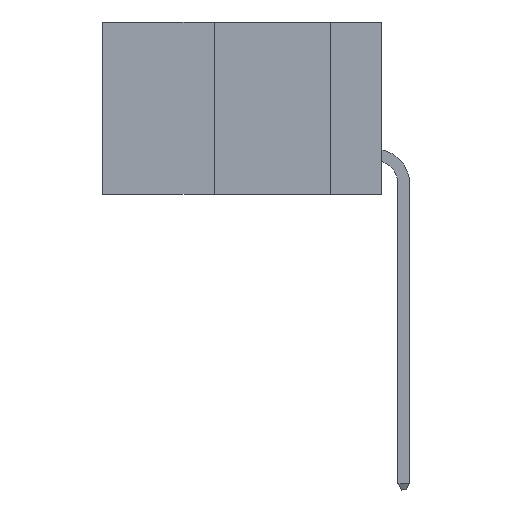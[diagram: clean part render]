
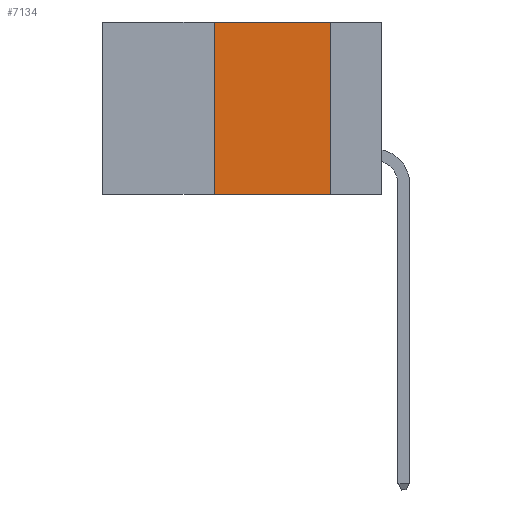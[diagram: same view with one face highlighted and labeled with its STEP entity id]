
A CAD part, left-side view. The second image highlights one B-rep face of the part: STEP entity #7134.
In plain terms, the highlighted planar face has unit normal (-1, 0, 0).
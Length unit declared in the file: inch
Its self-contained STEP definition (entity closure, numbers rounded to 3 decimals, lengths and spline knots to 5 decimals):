
#804 = EDGE_CURVE ( 'NONE', #29613, #33570, #14536, .T. ) ;
#2389 = ORIENTED_EDGE ( 'NONE', *, *, #5871, .T. ) ;
#3912 = CARTESIAN_POINT ( 'NONE',  ( 0., 0.36, 0. ) ) ;
#4860 = CARTESIAN_POINT ( 'NONE',  ( 0., 0.36, -0.37 ) ) ;
#5866 = CARTESIAN_POINT ( 'NONE',  ( 0., 0.6, 0. ) ) ;
#5871 = EDGE_CURVE ( 'NONE', #29613, #23569, #22019, .T. ) ;
#6179 = AXIS2_PLACEMENT_3D ( 'NONE', #5866, #8583, #15930 ) ;
#7134 = ADVANCED_FACE ( 'NONE', ( #30504 ), #16195, .F. ) ;
#7924 = DIRECTION ( 'NONE',  ( 0., -1., 0. ) ) ;
#8093 = ORIENTED_EDGE ( 'NONE', *, *, #804, .F. ) ;
#8583 = DIRECTION ( 'NONE',  ( 1., 0., 0. ) ) ;
#12227 = LINE ( 'NONE', #12950, #25642 ) ;
#12950 = CARTESIAN_POINT ( 'NONE',  ( 0., 0.6, 0. ) ) ;
#14536 = LINE ( 'NONE', #3912, #31962 ) ;
#15220 = CARTESIAN_POINT ( 'NONE',  ( 0., 0.11, -0.37 ) ) ;
#15930 = DIRECTION ( 'NONE',  ( 0., 0., -1. ) ) ;
#16195 = PLANE ( 'NONE',  #6179 ) ;
#16733 = EDGE_CURVE ( 'NONE', #33570, #18460, #12227, .T. ) ;
#16939 = DIRECTION ( 'NONE',  ( 0., 0., 1. ) ) ;
#17940 = CARTESIAN_POINT ( 'NONE',  ( 0., 0.36, 0. ) ) ;
#18460 = VERTEX_POINT ( 'NONE', #19472 ) ;
#18879 = VECTOR ( 'NONE', #20907, 39.37008 ) ;
#18905 = ORIENTED_EDGE ( 'NONE', *, *, #16733, .F. ) ;
#19472 = CARTESIAN_POINT ( 'NONE',  ( 0., 0.11, 0. ) ) ;
#20102 = ORIENTED_EDGE ( 'NONE', *, *, #29917, .F. ) ;
#20907 = DIRECTION ( 'NONE',  ( 0., 0., -1. ) ) ;
#22019 = LINE ( 'NONE', #29790, #23222 ) ;
#23222 = VECTOR ( 'NONE', #32398, 39.37008 ) ;
#23569 = VERTEX_POINT ( 'NONE', #15220 ) ;
#25169 = EDGE_LOOP ( 'NONE', ( #20102, #18905, #8093, #2389 ) ) ;
#25642 = VECTOR ( 'NONE', #7924, 39.37008 ) ;
#26014 = CARTESIAN_POINT ( 'NONE',  ( 0., 0.11, 0. ) ) ;
#29613 = VERTEX_POINT ( 'NONE', #4860 ) ;
#29790 = CARTESIAN_POINT ( 'NONE',  ( 0., 0.6, -0.37 ) ) ;
#29917 = EDGE_CURVE ( 'NONE', #18460, #23569, #31881, .T. ) ;
#30504 = FACE_OUTER_BOUND ( 'NONE', #25169, .T. ) ;
#31881 = LINE ( 'NONE', #26014, #18879 ) ;
#31962 = VECTOR ( 'NONE', #16939, 39.37008 ) ;
#32398 = DIRECTION ( 'NONE',  ( 0., -1., 0. ) ) ;
#33570 = VERTEX_POINT ( 'NONE', #17940 ) ;
